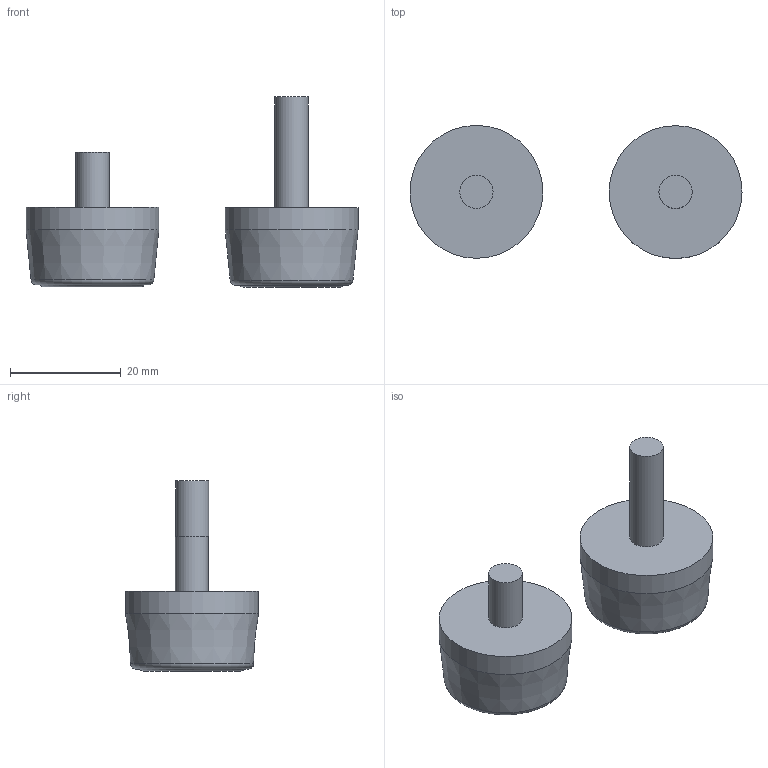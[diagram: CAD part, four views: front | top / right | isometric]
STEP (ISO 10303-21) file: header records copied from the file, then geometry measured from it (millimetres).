
FILE_DESCRIPTION(/* description */ (''),/* implementation_level */ '2;1');
FILE_NAME(/* name */ 'DR_PRM6-1.stp',/* time_stamp */ '2023-04-18T16:37:41+09:00',/* author */ ('user'),/* organization */ (''),/* preprocessor_version */ 'ST-DEVELOPER v15.6',/* originating_system */ 'Autodesk Inventor 2015',/* authorisation */ '');
FILE_SCHEMA (('AUTOMOTIVE_DESIGN { 1 0 10303 214 3 1 1 }'));
Length unit declared in the file: millimetre
Products named in the file (3): DR_PRM6-1(10); DR_PRM6-1(20); DR_PRM6-1
Bounding box: 59.97 x 24.04 x 34.34 mm (x, y, z)
Volume: 12814.3 mm3; surface area: 4269.2 mm2
Topology: 2 solids, 2 shells, 22 faces, 34 edges, 22 vertices
Faces by surface type: plane 10, torus 6, cylinder 4, cone 2
Full cylindrical faces by diameter (mm): 6 x2, 24 x2
Entity records: 489 total; most frequent: DIRECTION 94, CARTESIAN_POINT 67, AXIS2_PLACEMENT_3D 47, EDGE_LOOP 40, ORIENTED_EDGE 40, FACE_OUTER_BOUND 22, ADVANCED_FACE 22, CIRCLE 20
